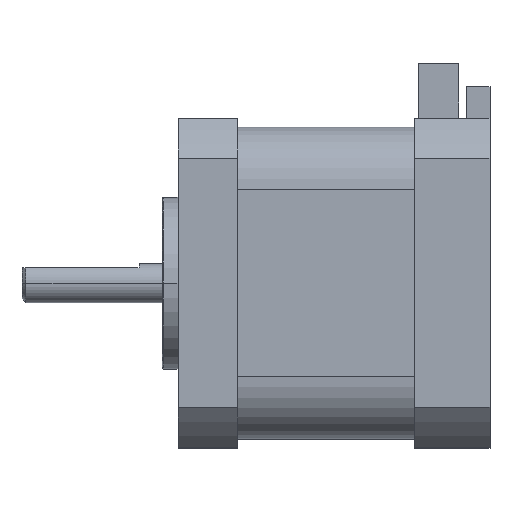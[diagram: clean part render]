
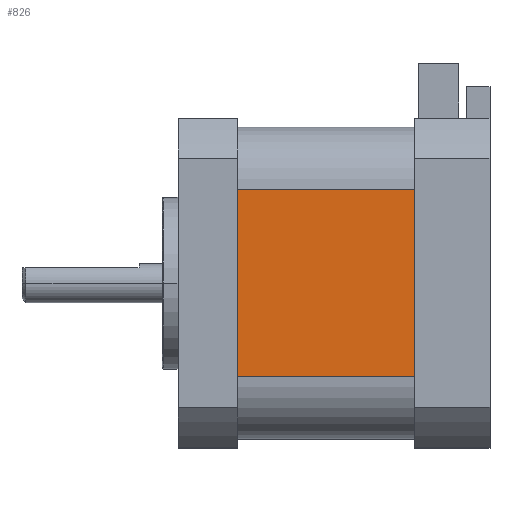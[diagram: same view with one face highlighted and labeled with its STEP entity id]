
A CAD part, top view. The second image highlights one B-rep face of the part: STEP entity #826.
In plain terms, the highlighted planar face has unit normal (0, 0, 1).
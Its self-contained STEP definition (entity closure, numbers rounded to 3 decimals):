
#639 = ORIENTED_EDGE ( 'NONE', *, *, #2511, .F. ) ;
#826 = ADVANCED_FACE ( 'NONE', ( #1963 ), #1707, .T. ) ;
#860 = CARTESIAN_POINT ( 'NONE',  ( 30.35, -12., 20. ) ) ;
#1294 = CARTESIAN_POINT ( 'NONE',  ( 7.65, -12., 20. ) ) ;
#1452 = VECTOR ( 'NONE', #4085, 1000. ) ;
#1493 = VERTEX_POINT ( 'NONE', #2530 ) ;
#1607 = VECTOR ( 'NONE', #4616, 1000. ) ;
#1666 = ORIENTED_EDGE ( 'NONE', *, *, #4059, .T. ) ;
#1707 = PLANE ( 'NONE',  #3205 ) ;
#1825 = ORIENTED_EDGE ( 'NONE', *, *, #3984, .T. ) ;
#1842 = CARTESIAN_POINT ( 'NONE',  ( 7.65, 0., 20. ) ) ;
#1845 = LINE ( 'NONE', #2883, #1452 ) ;
#1963 = FACE_OUTER_BOUND ( 'NONE', #4148, .T. ) ;
#2415 = VECTOR ( 'NONE', #3854, 1000. ) ;
#2511 = EDGE_CURVE ( 'NONE', #4437, #1493, #1845, .T. ) ;
#2530 = CARTESIAN_POINT ( 'NONE',  ( 30.35, 12., 20. ) ) ;
#2562 = DIRECTION ( 'NONE',  ( 0., 0., 1. ) ) ;
#2854 = LINE ( 'NONE', #1842, #2415 ) ;
#2883 = CARTESIAN_POINT ( 'NONE',  ( 6.15, 12., 20. ) ) ;
#2904 = VERTEX_POINT ( 'NONE', #860 ) ;
#3056 = LINE ( 'NONE', #5184, #3188 ) ;
#3188 = VECTOR ( 'NONE', #4392, 1000. ) ;
#3205 = AXIS2_PLACEMENT_3D ( 'NONE', #4617, #2562, #5107 ) ;
#3771 = CARTESIAN_POINT ( 'NONE',  ( 16.15, -12., 20. ) ) ;
#3854 = DIRECTION ( 'NONE',  ( 0., -1., 0. ) ) ;
#3984 = EDGE_CURVE ( 'NONE', #4557, #2904, #4242, .T. ) ;
#4059 = EDGE_CURVE ( 'NONE', #4437, #4557, #2854, .T. ) ;
#4085 = DIRECTION ( 'NONE',  ( 1., 0., 0. ) ) ;
#4091 = ORIENTED_EDGE ( 'NONE', *, *, #4193, .T. ) ;
#4148 = EDGE_LOOP ( 'NONE', ( #1666, #1825, #4091, #639 ) ) ;
#4193 = EDGE_CURVE ( 'NONE', #2904, #1493, #3056, .T. ) ;
#4242 = LINE ( 'NONE', #3771, #1607 ) ;
#4392 = DIRECTION ( 'NONE',  ( 0., 1., 0. ) ) ;
#4437 = VERTEX_POINT ( 'NONE', #4992 ) ;
#4557 = VERTEX_POINT ( 'NONE', #1294 ) ;
#4616 = DIRECTION ( 'NONE',  ( 1., 0., 0. ) ) ;
#4617 = CARTESIAN_POINT ( 'NONE',  ( 16.15, 0., 20. ) ) ;
#4992 = CARTESIAN_POINT ( 'NONE',  ( 7.65, 12., 20. ) ) ;
#5107 = DIRECTION ( 'NONE',  ( 1., 0., 0. ) ) ;
#5184 = CARTESIAN_POINT ( 'NONE',  ( 30.35, -12., 20. ) ) ;
